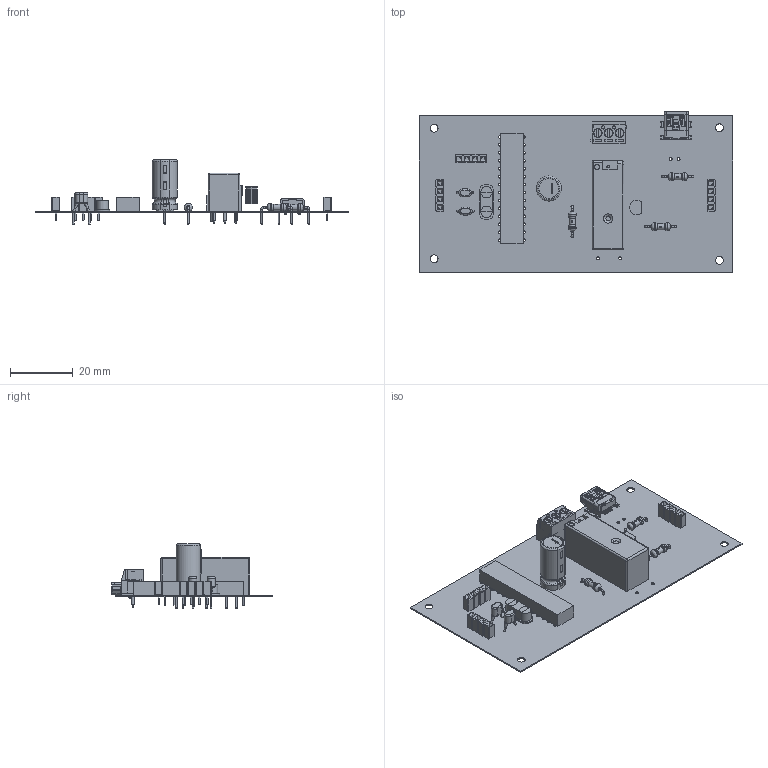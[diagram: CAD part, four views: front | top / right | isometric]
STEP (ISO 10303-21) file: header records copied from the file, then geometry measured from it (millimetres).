
FILE_DESCRIPTION(('Open CASCADE Model'),'2;1');
FILE_NAME('Open CASCADE Shape Model','2021-06-13T22:44:52',('Author'),( 'Open CASCADE'),'Open CASCADE STEP processor 6.8','Open CASCADE 6.8' ,'Unknown');
FILE_SCHEMA(('AUTOMOTIVE_DESIGN { 1 0 10303 214 1 1 1 1 }'));
Length unit declared in the file: millimetre
Products named in the file (70): PCB; Board; Open CASCADE STEP translator 6.8 3.1.1; Y1; 6016451664; Cylinder; 6016463904; 6016461824; Extruded; 6016457904; 6016462864; 6016458464; U1; 6016468144; R4; Res_Stackpole_Electronics_PCF14JT7K50_eec; Body; Leads; Logo; R3; R2; Q1; 6016446384; K1; c-3-1393224-8-a-3d; J6; Conn_Molex_678038020_eec; 1; 2; 3; 4; 5; 6; 7; 8; 10; 11; 678038020; J5; 691103110003 ...
Assembly tree (80 placements, depth 5):
  PCB
    Board
      Open CASCADE STEP translator 6.8 3.1.1
    Y1
      6016451664
        Cylinder
      6016463904
        Cylinder
      6016461824
        Extruded
      6016457904
        Cylinder
      6016462864
        Cylinder
      6016458464
        Extruded
    U1
      6016468144
        Extruded
    R4
      Res_Stackpole_Electronics_PCF14JT7K50_eec
        Body
        Leads
        Logo
    R3
      Res_Stackpole_Electronics_PCF14JT7K50_eec
        Body
        Leads
        Logo
    R2
      Res_Stackpole_Electronics_PCF14JT7K50_eec
        Body
        Leads
        Logo
    Q1
      6016446384
        Extruded
    K1
      c-3-1393224-8-a-3d
    J6
      Conn_Molex_678038020_eec
        1
          1
          2
          3
          4
          5
          6
          7
          8
          10
          11
          678038020
    J5
      691103110003
        6911031100xx_CAGE  x3
        6911031100xx_PIN  x3
        6911031100xx_VIS  x3
        691502710003
    J4
Bounding box: 100.2 x 51.36 x 20.5 mm (x, y, z)
Volume: 8783.4 mm3; surface area: 17616.4 mm2
Topology: 108 solids, 108 shells, 2825 faces, 7616 edges, 5040 vertices
Faces by surface type: plane 1727, bspline 535, cylinder 471, torus 61, cone 28, sphere 3
Full cylindrical faces by diameter (mm): 0.5 x12, 0.55 x12, 0.6 x2, 0.7 x6, 0.8 x13, 0.86 x12, 0.9 x37, 1 x2, 1.2 x3, 1.3 x5, 1.5 x3, 1.95 x3, 2 x9, 2.5 x4, 2.6 x6, 2.8 x3, 2.9 x3, 3.7 x2, 4.65 x2, 6.315 x1, 6.625 x1
Entity records: 67258 total; most frequent: CARTESIAN_POINT 17456, ORIENTED_EDGE 10254, DIRECTION 8800, EDGE_CURVE 5127, LINE 3560, VECTOR 3560, VERTEX_POINT 3394, AXIS2_PLACEMENT_3D 2620
